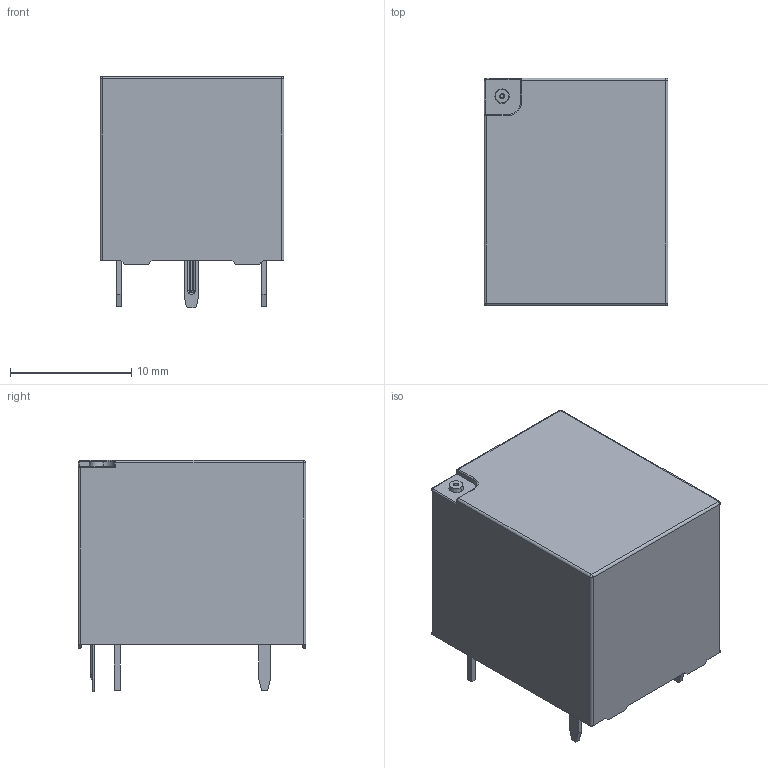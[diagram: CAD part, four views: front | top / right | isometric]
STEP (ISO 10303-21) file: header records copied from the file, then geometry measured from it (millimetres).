
FILE_DESCRIPTION(('STEP AP214'),'1');
FILE_NAME('hf3fa.stp','2020-01-07T08:51:41',('TraceParts'),('TraceParts S.A.'),'Spatial InterOp 3D',' ',' ');
FILE_SCHEMA(('AUTOMOTIVE_DESIGN { 1 0 10303 214 1 1 1 1 }'));
Length unit declared in the file: millimetre
Products named in the file (1): hf3fa_1
Bounding box: 15.2 x 18.8 x 19.1 mm (x, y, z)
Volume: 876.4 mm3; surface area: 3270.4 mm2
Topology: 8 solids, 8 shells, 324 faces, 834 edges, 518 vertices
Faces by surface type: plane 173, cylinder 101, torus 17, bspline 13, cone 10, sphere 10
Entity records: 9911 total; most frequent: CARTESIAN_POINT 1958, DIRECTION 1671, ORIENTED_EDGE 1642, EDGE_CURVE 821, LINE 569, VECTOR 569, AXIS2_PLACEMENT_3D 551, VERTEX_POINT 518
